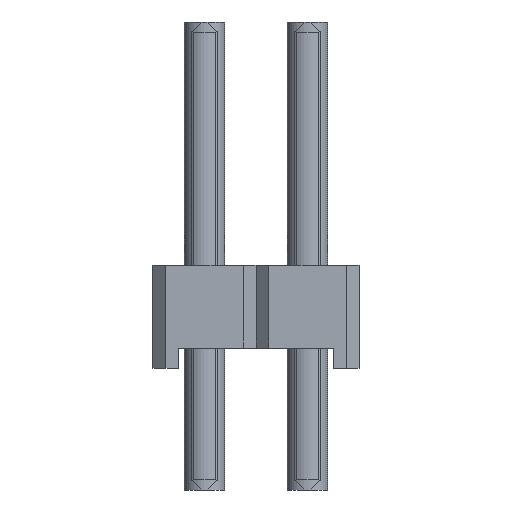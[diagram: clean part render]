
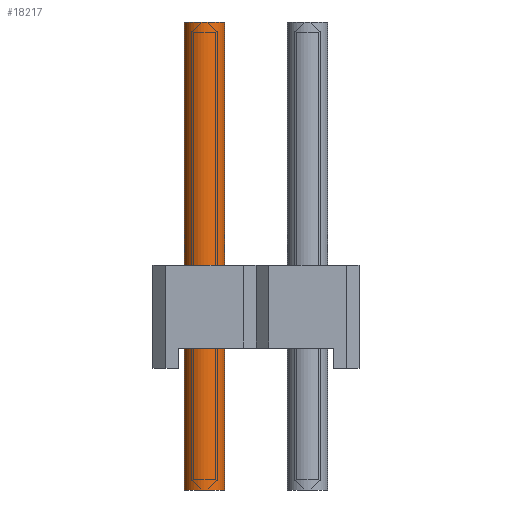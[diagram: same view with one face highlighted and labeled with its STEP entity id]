
A CAD part, left-side view. The second image highlights one B-rep face of the part: STEP entity #18217.
In plain terms, the highlighted cylindrical face has radius 0.5 mm (diameter 1 mm), a full revolution.
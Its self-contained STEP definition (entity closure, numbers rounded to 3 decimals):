
#343=CIRCLE('',#19182,0.5);
#344=CIRCLE('',#19183,0.5);
#996=CYLINDRICAL_SURFACE('',#19181,0.5);
#1429=ORIENTED_EDGE('',*,*,#6831,.F.);
#1430=ORIENTED_EDGE('',*,*,#6832,.T.);
#6831=EDGE_CURVE('',#9541,#9541,#343,.T.);
#6832=EDGE_CURVE('',#9542,#9542,#344,.T.);
#9541=VERTEX_POINT('',#26274);
#9542=VERTEX_POINT('',#26276);
#15481=EDGE_LOOP('',(#1429));
#15482=EDGE_LOOP('',(#1430));
#16555=FACE_BOUND('',#15481,.T.);
#16556=FACE_BOUND('',#15482,.T.);
#18217=ADVANCED_FACE('',(#16555,#16556),#996,.F.);
#19181=AXIS2_PLACEMENT_3D('',#26272,#20901,#20902);
#19182=AXIS2_PLACEMENT_3D('',#26273,#20903,#20904);
#19183=AXIS2_PLACEMENT_3D('',#26275,#20905,#20906);
#20901=DIRECTION('',(0.,0.,1.));
#20902=DIRECTION('',(1.,0.,0.));
#20903=DIRECTION('',(0.,0.,-1.));
#20904=DIRECTION('',(1.,0.,0.));
#20905=DIRECTION('',(0.,0.,-1.));
#20906=DIRECTION('',(1.,0.,0.));
#26272=CARTESIAN_POINT('',(0.,0.,0.));
#26273=CARTESIAN_POINT('',(0.,0.,11.54));
#26274=CARTESIAN_POINT('',(0.5,0.,11.54));
#26275=CARTESIAN_POINT('',(0.,0.,0.));
#26276=CARTESIAN_POINT('',(0.5,0.,0.));
